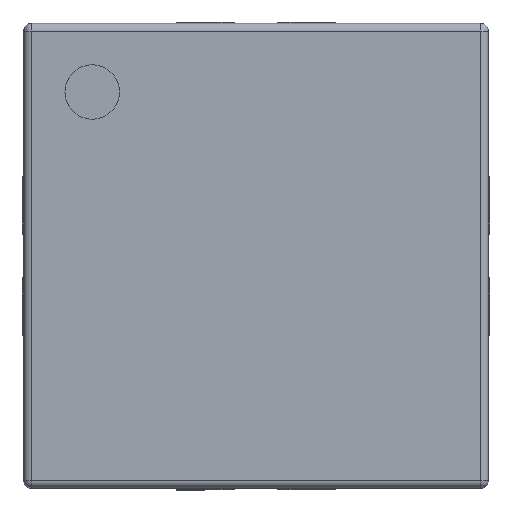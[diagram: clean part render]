
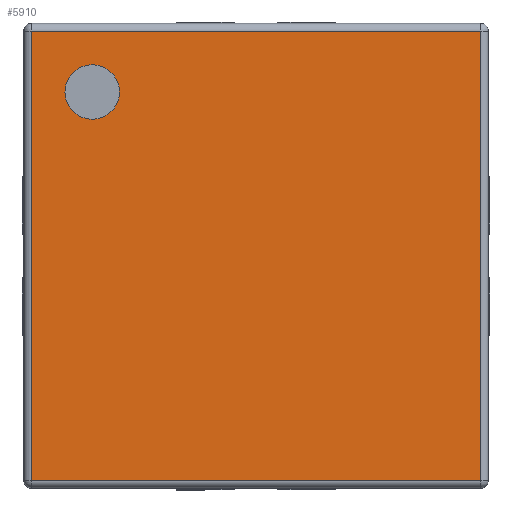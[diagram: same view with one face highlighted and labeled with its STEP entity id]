
A CAD part, top view. The second image highlights one B-rep face of the part: STEP entity #5910.
In plain terms, the highlighted planar face has unit normal (0, 0, 1).
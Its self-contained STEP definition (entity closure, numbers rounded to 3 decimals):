
#1697 = CYLINDRICAL_SURFACE('',#1698,0.05);
#1698 = AXIS2_PLACEMENT_3D('',#1699,#1700,#1701);
#1699 = CARTESIAN_POINT('',(1.44,1.44,0.83));
#1700 = DIRECTION('',(-0.,-1.,-0.));
#1701 = DIRECTION('',(0.,0.,1.));
#4919 = VERTEX_POINT('',#4920);
#4920 = CARTESIAN_POINT('',(1.44,1.44,0.88));
#4942 = VERTEX_POINT('',#4943);
#4943 = CARTESIAN_POINT('',(1.44,-1.44,0.88));
#4968 = EDGE_CURVE('',#4919,#4942,#4969,.T.);
#4969 = SURFACE_CURVE('',#4970,(#4974,#4981),.PCURVE_S1.);
#4970 = LINE('',#4971,#4972);
#4971 = CARTESIAN_POINT('',(1.44,1.44,0.88));
#4972 = VECTOR('',#4973,1.);
#4973 = DIRECTION('',(-0.,-1.,-0.));
#4974 = PCURVE('',#1697,#4975);
#4975 = DEFINITIONAL_REPRESENTATION('',(#4976),#4980);
#4976 = LINE('',#4977,#4978);
#4977 = CARTESIAN_POINT('',(-0.,0.));
#4978 = VECTOR('',#4979,1.);
#4979 = DIRECTION('',(-0.,1.));
#4980 = ( GEOMETRIC_REPRESENTATION_CONTEXT(2) 
PARAMETRIC_REPRESENTATION_CONTEXT() REPRESENTATION_CONTEXT('2D SPACE',''
  ) );
#4981 = PCURVE('',#4982,#4987);
#4982 = PLANE('',#4983);
#4983 = AXIS2_PLACEMENT_3D('',#4984,#4985,#4986);
#4984 = CARTESIAN_POINT('',(-1.49,-1.49,0.88));
#4985 = DIRECTION('',(0.,0.,1.));
#4986 = DIRECTION('',(1.,0.,0.));
#4987 = DEFINITIONAL_REPRESENTATION('',(#4988),#4992);
#4988 = LINE('',#4989,#4990);
#4989 = CARTESIAN_POINT('',(2.93,2.93));
#4990 = VECTOR('',#4991,1.);
#4991 = DIRECTION('',(-0.,-1.));
#4992 = ( GEOMETRIC_REPRESENTATION_CONTEXT(2) 
PARAMETRIC_REPRESENTATION_CONTEXT() REPRESENTATION_CONTEXT('2D SPACE',''
  ) );
#5136 = CYLINDRICAL_SURFACE('',#5137,0.05);
#5137 = AXIS2_PLACEMENT_3D('',#5138,#5139,#5140);
#5138 = CARTESIAN_POINT('',(-1.44,1.44,0.83));
#5139 = DIRECTION('',(-0.,-1.,-0.));
#5140 = DIRECTION('',(-1.,0.,0.));
#5286 = CYLINDRICAL_SURFACE('',#5287,0.05);
#5287 = AXIS2_PLACEMENT_3D('',#5288,#5289,#5290);
#5288 = CARTESIAN_POINT('',(-1.49,-1.44,0.83));
#5289 = DIRECTION('',(1.,0.,0.));
#5290 = DIRECTION('',(0.,-1.,0.));
#5661 = CYLINDRICAL_SURFACE('',#5662,0.05);
#5662 = AXIS2_PLACEMENT_3D('',#5663,#5664,#5665);
#5663 = CARTESIAN_POINT('',(-1.49,1.44,0.83));
#5664 = DIRECTION('',(1.,0.,0.));
#5665 = DIRECTION('',(0.,1.,0.));
#5910 = ADVANCED_FACE('',(#5911,#5981),#4982,.T.);
#5911 = FACE_BOUND('',#5912,.T.);
#5912 = EDGE_LOOP('',(#5913,#5936,#5937,#5960));
#5913 = ORIENTED_EDGE('',*,*,#5914,.T.);
#5914 = EDGE_CURVE('',#5915,#4942,#5917,.T.);
#5915 = VERTEX_POINT('',#5916);
#5916 = CARTESIAN_POINT('',(-1.44,-1.44,0.88));
#5917 = SURFACE_CURVE('',#5918,(#5922,#5929),.PCURVE_S1.);
#5918 = LINE('',#5919,#5920);
#5919 = CARTESIAN_POINT('',(-1.49,-1.44,0.88));
#5920 = VECTOR('',#5921,1.);
#5921 = DIRECTION('',(1.,0.,0.));
#5922 = PCURVE('',#4982,#5923);
#5923 = DEFINITIONAL_REPRESENTATION('',(#5924),#5928);
#5924 = LINE('',#5925,#5926);
#5925 = CARTESIAN_POINT('',(0.,0.05));
#5926 = VECTOR('',#5927,1.);
#5927 = DIRECTION('',(1.,0.));
#5928 = ( GEOMETRIC_REPRESENTATION_CONTEXT(2) 
PARAMETRIC_REPRESENTATION_CONTEXT() REPRESENTATION_CONTEXT('2D SPACE',''
  ) );
#5929 = PCURVE('',#5286,#5930);
#5930 = DEFINITIONAL_REPRESENTATION('',(#5931),#5935);
#5931 = LINE('',#5932,#5933);
#5932 = CARTESIAN_POINT('',(-1.571,0.));
#5933 = VECTOR('',#5934,1.);
#5934 = DIRECTION('',(-0.,1.));
#5935 = ( GEOMETRIC_REPRESENTATION_CONTEXT(2) 
PARAMETRIC_REPRESENTATION_CONTEXT() REPRESENTATION_CONTEXT('2D SPACE',''
  ) );
#5936 = ORIENTED_EDGE('',*,*,#4968,.F.);
#5937 = ORIENTED_EDGE('',*,*,#5938,.F.);
#5938 = EDGE_CURVE('',#5939,#4919,#5941,.T.);
#5939 = VERTEX_POINT('',#5940);
#5940 = CARTESIAN_POINT('',(-1.44,1.44,0.88));
#5941 = SURFACE_CURVE('',#5942,(#5946,#5953),.PCURVE_S1.);
#5942 = LINE('',#5943,#5944);
#5943 = CARTESIAN_POINT('',(-1.49,1.44,0.88));
#5944 = VECTOR('',#5945,1.);
#5945 = DIRECTION('',(1.,0.,0.));
#5946 = PCURVE('',#4982,#5947);
#5947 = DEFINITIONAL_REPRESENTATION('',(#5948),#5952);
#5948 = LINE('',#5949,#5950);
#5949 = CARTESIAN_POINT('',(0.,2.93));
#5950 = VECTOR('',#5951,1.);
#5951 = DIRECTION('',(1.,0.));
#5952 = ( GEOMETRIC_REPRESENTATION_CONTEXT(2) 
PARAMETRIC_REPRESENTATION_CONTEXT() REPRESENTATION_CONTEXT('2D SPACE',''
  ) );
#5953 = PCURVE('',#5661,#5954);
#5954 = DEFINITIONAL_REPRESENTATION('',(#5955),#5959);
#5955 = LINE('',#5956,#5957);
#5956 = CARTESIAN_POINT('',(1.571,0.));
#5957 = VECTOR('',#5958,1.);
#5958 = DIRECTION('',(0.,1.));
#5959 = ( GEOMETRIC_REPRESENTATION_CONTEXT(2) 
PARAMETRIC_REPRESENTATION_CONTEXT() REPRESENTATION_CONTEXT('2D SPACE',''
  ) );
#5960 = ORIENTED_EDGE('',*,*,#5961,.T.);
#5961 = EDGE_CURVE('',#5939,#5915,#5962,.T.);
#5962 = SURFACE_CURVE('',#5963,(#5967,#5974),.PCURVE_S1.);
#5963 = LINE('',#5964,#5965);
#5964 = CARTESIAN_POINT('',(-1.44,1.44,0.88));
#5965 = VECTOR('',#5966,1.);
#5966 = DIRECTION('',(-0.,-1.,-0.));
#5967 = PCURVE('',#4982,#5968);
#5968 = DEFINITIONAL_REPRESENTATION('',(#5969),#5973);
#5969 = LINE('',#5970,#5971);
#5970 = CARTESIAN_POINT('',(0.05,2.93));
#5971 = VECTOR('',#5972,1.);
#5972 = DIRECTION('',(-0.,-1.));
#5973 = ( GEOMETRIC_REPRESENTATION_CONTEXT(2) 
PARAMETRIC_REPRESENTATION_CONTEXT() REPRESENTATION_CONTEXT('2D SPACE',''
  ) );
#5974 = PCURVE('',#5136,#5975);
#5975 = DEFINITIONAL_REPRESENTATION('',(#5976),#5980);
#5976 = LINE('',#5977,#5978);
#5977 = CARTESIAN_POINT('',(-1.571,0.));
#5978 = VECTOR('',#5979,1.);
#5979 = DIRECTION('',(-0.,1.));
#5980 = ( GEOMETRIC_REPRESENTATION_CONTEXT(2) 
PARAMETRIC_REPRESENTATION_CONTEXT() REPRESENTATION_CONTEXT('2D SPACE',''
  ) );
#5981 = FACE_BOUND('',#5982,.T.);
#5982 = EDGE_LOOP('',(#5983));
#5983 = ORIENTED_EDGE('',*,*,#5984,.F.);
#5984 = EDGE_CURVE('',#5985,#5985,#5987,.T.);
#5985 = VERTEX_POINT('',#5986);
#5986 = CARTESIAN_POINT('',(-0.875,-1.05,0.88));
#5987 = SURFACE_CURVE('',#5988,(#5993,#6000),.PCURVE_S1.);
#5988 = CIRCLE('',#5989,0.175);
#5989 = AXIS2_PLACEMENT_3D('',#5990,#5991,#5992);
#5990 = CARTESIAN_POINT('',(-1.05,-1.05,0.88));
#5991 = DIRECTION('',(0.,0.,1.));
#5992 = DIRECTION('',(1.,0.,0.));
#5993 = PCURVE('',#4982,#5994);
#5994 = DEFINITIONAL_REPRESENTATION('',(#5995),#5999);
#5995 = CIRCLE('',#5996,0.175);
#5996 = AXIS2_PLACEMENT_2D('',#5997,#5998);
#5997 = CARTESIAN_POINT('',(0.44,0.44));
#5998 = DIRECTION('',(1.,0.));
#5999 = ( GEOMETRIC_REPRESENTATION_CONTEXT(2) 
PARAMETRIC_REPRESENTATION_CONTEXT() REPRESENTATION_CONTEXT('2D SPACE',''
  ) );
#6000 = PCURVE('',#6001,#6006);
#6001 = CYLINDRICAL_SURFACE('',#6002,0.175);
#6002 = AXIS2_PLACEMENT_3D('',#6003,#6004,#6005);
#6003 = CARTESIAN_POINT('',(-1.05,-1.05,0.88));
#6004 = DIRECTION('',(-0.,-0.,-1.));
#6005 = DIRECTION('',(1.,0.,0.));
#6006 = DEFINITIONAL_REPRESENTATION('',(#6007),#6011);
#6007 = LINE('',#6008,#6009);
#6008 = CARTESIAN_POINT('',(-0.,0.));
#6009 = VECTOR('',#6010,1.);
#6010 = DIRECTION('',(-1.,0.));
#6011 = ( GEOMETRIC_REPRESENTATION_CONTEXT(2) 
PARAMETRIC_REPRESENTATION_CONTEXT() REPRESENTATION_CONTEXT('2D SPACE',''
  ) );
